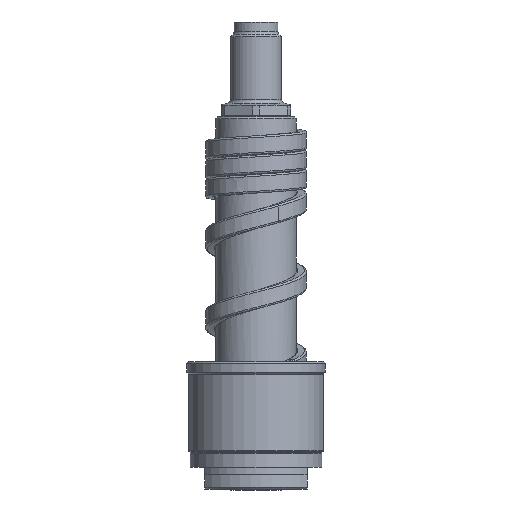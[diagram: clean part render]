
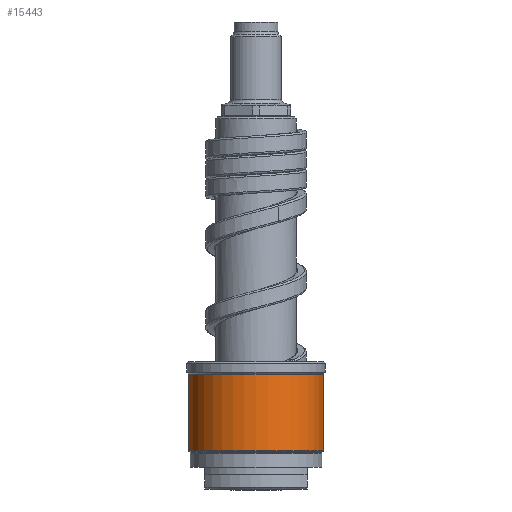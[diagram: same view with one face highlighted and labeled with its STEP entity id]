
A CAD part, front view. The second image highlights one B-rep face of the part: STEP entity #15443.
In plain terms, the highlighted cylindrical face has radius 18.5 mm (diameter 37 mm), a partial arc.
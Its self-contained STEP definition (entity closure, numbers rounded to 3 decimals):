
#5789=CARTESIAN_POINT('',(0.,0.,10.583));
#5790=DIRECTION('',(0.,0.,1.));
#5791=DIRECTION('',(-1.,0.,0.));
#5792=AXIS2_PLACEMENT_3D('',#5789,#5790,#5791);
#5794=DIRECTION('',(0.,0.,-1.));
#5795=VECTOR('',#5794,20.834);
#5796=CARTESIAN_POINT('',(-18.5,0.,31.417));
#5797=LINE('',#5796,#5795);
#5798=CARTESIAN_POINT('',(0.,0.,31.417));
#5799=DIRECTION('',(0.,0.,1.));
#5800=DIRECTION('',(-1.,0.,0.));
#5801=AXIS2_PLACEMENT_3D('',#5798,#5799,#5800);
#5803=DIRECTION('',(0.,0.,-1.));
#5804=VECTOR('',#5803,20.834);
#5805=CARTESIAN_POINT('',(18.5,0.,31.417));
#5806=LINE('',#5805,#5804);
#6131=CARTESIAN_POINT('',(18.5,0.,31.417));
#6132=CARTESIAN_POINT('',(-18.5,0.,31.417));
#6133=VERTEX_POINT('',#6131);
#6134=VERTEX_POINT('',#6132);
#6157=CARTESIAN_POINT('',(18.5,0.,10.583));
#6158=VERTEX_POINT('',#6157);
#6159=CARTESIAN_POINT('',(-18.5,0.,10.583));
#6160=VERTEX_POINT('',#6159);
#15431=CARTESIAN_POINT('',(0.,0.,8.75));
#15432=DIRECTION('',(0.,0.,1.));
#15433=DIRECTION('',(-1.,0.,0.));
#15434=AXIS2_PLACEMENT_3D('',#15431,#15432,#15433);
#15435=CYLINDRICAL_SURFACE('',#15434,18.5);
#15436=ORIENTED_EDGE('',*,*,#13546,.F.);
#15437=ORIENTED_EDGE('',*,*,#13527,.F.);
#15439=ORIENTED_EDGE('',*,*,#15438,.T.);
#15440=ORIENTED_EDGE('',*,*,#13523,.T.);
#15441=EDGE_LOOP('',(#15436,#15437,#15439,#15440));
#15442=FACE_OUTER_BOUND('',#15441,.F.);
#5793=CIRCLE('',#5792,18.5);
#5802=CIRCLE('',#5801,18.5);
#13523=EDGE_CURVE('',#6133,#6158,#5806,.T.);
#13527=EDGE_CURVE('',#6134,#6160,#5797,.T.);
#13546=EDGE_CURVE('',#6160,#6158,#5793,.T.);
#15438=EDGE_CURVE('',#6134,#6133,#5802,.T.);
#15443=ADVANCED_FACE('',(#15442),#15435,.T.);
